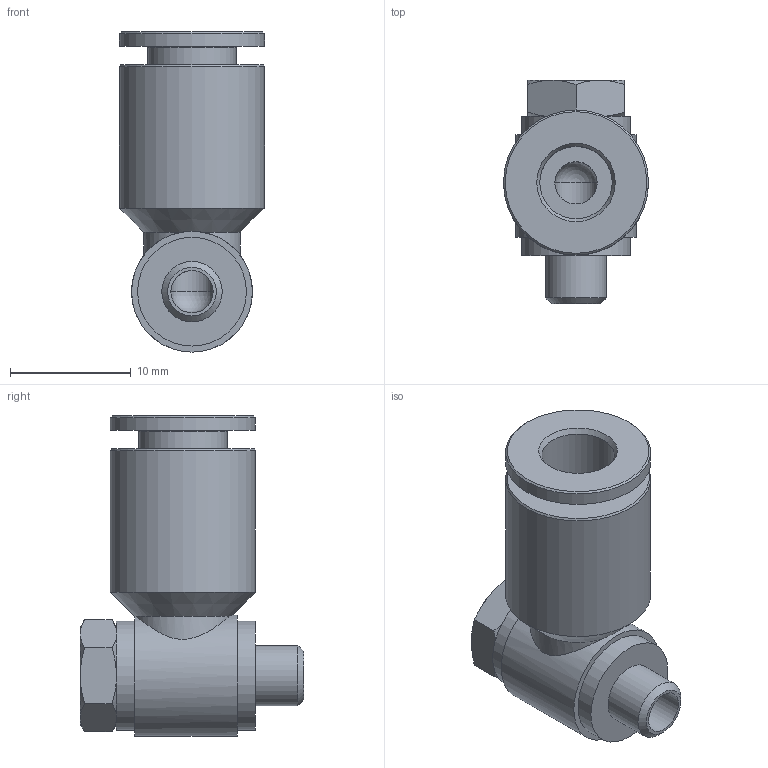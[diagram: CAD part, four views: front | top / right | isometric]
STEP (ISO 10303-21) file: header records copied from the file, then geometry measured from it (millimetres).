
FILE_DESCRIPTION(/* description */ ('STEP AP214'),/* implementation_level */ '2;1');
FILE_NAME(/* name */ '558828_NPQM-LH-M5-Q6-P10',/* time_stamp */ '2024-09-13T06:34:19+02:00',/* author */ ('License CC BY-ND 4.0'),/* organization */ ('CADENAS'),/* preprocessor_version */ 'ST-DEVELOPER v19.3',/* originating_system */ 'PARTsolutions',/* authorisation */ ' ');
FILE_SCHEMA (('AUTOMOTIVE_DESIGN {1 0 10303 214 3 1 1}'));
Length unit declared in the file: millimetre
Products named in the file (1): 558828 NPQM-LH-M5-Q6-P10
Bounding box: 12 x 18.5 x 26.5 mm (x, y, z)
Volume: 2223.1 mm3; surface area: 1931.3 mm2
Topology: 1 solids, 1 shells, 47 faces, 97 edges, 58 vertices
Faces by surface type: cone 18, plane 16, cylinder 12, sphere 1
Full cylindrical faces by diameter (mm): 3.5 x2, 5 x1, 6 x1, 7.3 x1, 9 x2, 10 x1, 12 x2
Entity records: 1512 total; most frequent: CARTESIAN_POINT 283, DIRECTION 182, ORIENTED_EDGE 152, AXIS2_PLACEMENT_3D 88, EDGE_CURVE 76, EDGE_LOOP 72, FACE_BOUND 72, VERTEX_POINT 54
